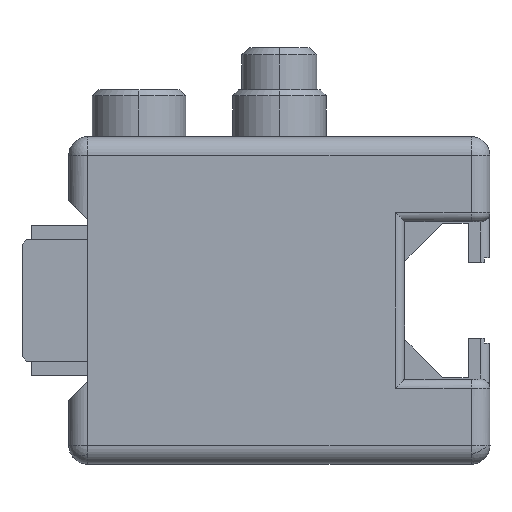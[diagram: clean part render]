
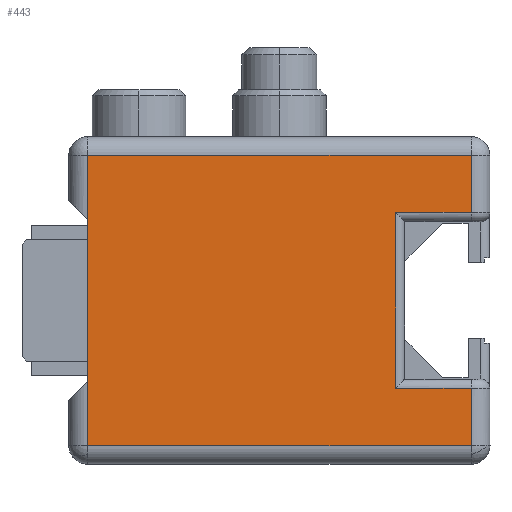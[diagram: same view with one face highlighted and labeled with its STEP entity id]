
A CAD part, left-side view. The second image highlights one B-rep face of the part: STEP entity #443.
In plain terms, the highlighted planar face has unit normal (-1, 0, 0).
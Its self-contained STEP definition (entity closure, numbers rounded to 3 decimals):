
#443=ADVANCED_FACE('',(#895),#896,.F.);
#895=FACE_OUTER_BOUND('',#2015,.T.);
#896=PLANE('',#2016);
#2015=EDGE_LOOP('',(#3226,#3227,#3228,#3229,#3230,#3231,#3232,#3233,#3234,#3235));
#2016=AXIS2_PLACEMENT_3D('',#3236,#3237,#3238);
#3226=ORIENTED_EDGE('',*,*,#3741,.F.);
#3227=ORIENTED_EDGE('',*,*,#3745,.F.);
#3228=ORIENTED_EDGE('',*,*,#3762,.F.);
#3229=ORIENTED_EDGE('',*,*,#3736,.F.);
#3230=ORIENTED_EDGE('',*,*,#3734,.F.);
#3231=ORIENTED_EDGE('',*,*,#3731,.F.);
#3232=ORIENTED_EDGE('',*,*,#3728,.F.);
#3233=ORIENTED_EDGE('',*,*,#3726,.F.);
#3234=ORIENTED_EDGE('',*,*,#3724,.F.);
#3235=ORIENTED_EDGE('',*,*,#3743,.F.);
#3236=CARTESIAN_POINT('',(-22.5,0.0,-17.5));
#3237=DIRECTION('',(1.0,0.,0.0));
#3238=DIRECTION('',(0.,1.0,0.0));
#3724=EDGE_CURVE('',#4349,#4262,#4410,.T.);
#3726=EDGE_CURVE('',#4262,#4255,#4412,.F.);
#3728=EDGE_CURVE('',#4255,#4414,#4415,.F.);
#3731=EDGE_CURVE('',#4414,#4418,#4419,.F.);
#3734=EDGE_CURVE('',#4418,#4280,#4422,.F.);
#3736=EDGE_CURVE('',#4280,#4424,#4425,.F.);
#3741=EDGE_CURVE('',#4396,#4345,#4430,.T.);
#3743=EDGE_CURVE('',#4345,#4349,#4432,.T.);
#3745=EDGE_CURVE('',#3782,#4396,#4434,.T.);
#3762=EDGE_CURVE('',#4424,#3782,#4453,.T.);
#3782=VERTEX_POINT('',#4474);
#4255=VERTEX_POINT('',#5238);
#4262=VERTEX_POINT('',#5247);
#4280=VERTEX_POINT('',#5271);
#4345=VERTEX_POINT('',#5390);
#4349=VERTEX_POINT('',#5395);
#4396=VERTEX_POINT('',#5457);
#4410=LINE('',#5475,#5476);
#4412=LINE('',#5478,#5479);
#4414=VERTEX_POINT('',#5481);
#4415=LINE('',#5482,#5483);
#4418=VERTEX_POINT('',#5486);
#4419=LINE('',#5487,#5488);
#4422=LINE('',#5491,#5492);
#4424=VERTEX_POINT('',#5494);
#4425=LINE('',#5495,#5496);
#4430=LINE('',#5503,#5504);
#4432=LINE('',#5506,#5507);
#4434=LINE('',#5509,#5510);
#4453=LINE('',#5533,#5534);
#4474=CARTESIAN_POINT('',(-22.5,20.5,-33.0));
#5238=CARTESIAN_POINT('',(-22.5,-20.5,-8.1));
#5247=CARTESIAN_POINT('',(-22.5,-20.5,-2.));
#5271=CARTESIAN_POINT('',(-22.5,-20.5,-26.9));
#5390=CARTESIAN_POINT('',(-22.5,20.5,-8.84));
#5395=CARTESIAN_POINT('',(-22.5,20.5,-2.));
#5457=CARTESIAN_POINT('',(-22.5,20.5,-26.16));
#5475=CARTESIAN_POINT('',(-22.5,0.,-2.));
#5476=VECTOR('',#6067,1.0);
#5478=CARTESIAN_POINT('',(-22.5,-20.5,-17.5));
#5479=VECTOR('',#6068,1.0);
#5481=CARTESIAN_POINT('',(-22.5,-12.406,-8.1));
#5482=CARTESIAN_POINT('',(-22.5,-8.976,-8.1));
#5483=VECTOR('',#6069,1.0);
#5486=CARTESIAN_POINT('',(-22.5,-12.406,-26.9));
#5487=CARTESIAN_POINT('',(-22.5,-12.406,-17.5));
#5488=VECTOR('',#6073,1.0);
#5491=CARTESIAN_POINT('',(-22.5,-8.976,-26.9));
#5492=VECTOR('',#6077,1.0);
#5494=CARTESIAN_POINT('',(-22.5,-20.5,-33.));
#5495=CARTESIAN_POINT('',(-22.5,-20.5,-17.5));
#5496=VECTOR('',#6078,1.0);
#5503=CARTESIAN_POINT('',(-22.5,20.5,-21.83));
#5504=VECTOR('',#6084,1.0);
#5506=CARTESIAN_POINT('',(-22.5,20.5,-17.5));
#5507=VECTOR('',#6085,1.0);
#5509=CARTESIAN_POINT('',(-22.5,20.5,-17.5));
#5510=VECTOR('',#6086,1.0);
#5533=CARTESIAN_POINT('',(-22.5,0.,-33.0));
#5534=VECTOR('',#6106,1.0);
#6067=DIRECTION('',(0.,-1.0,0.0));
#6068=DIRECTION('',(0.0,0.0,1.0));
#6069=DIRECTION('',(0.,-1.0,0.0));
#6073=DIRECTION('',(0.0,0.0,1.0));
#6077=DIRECTION('',(0.,1.0,0.0));
#6078=DIRECTION('',(0.0,0.0,1.0));
#6084=DIRECTION('',(0.0,0.0,1.0));
#6085=DIRECTION('',(0.0,0.0,1.0));
#6086=DIRECTION('',(0.0,0.0,1.0));
#6106=DIRECTION('',(0.,1.0,0.0));
